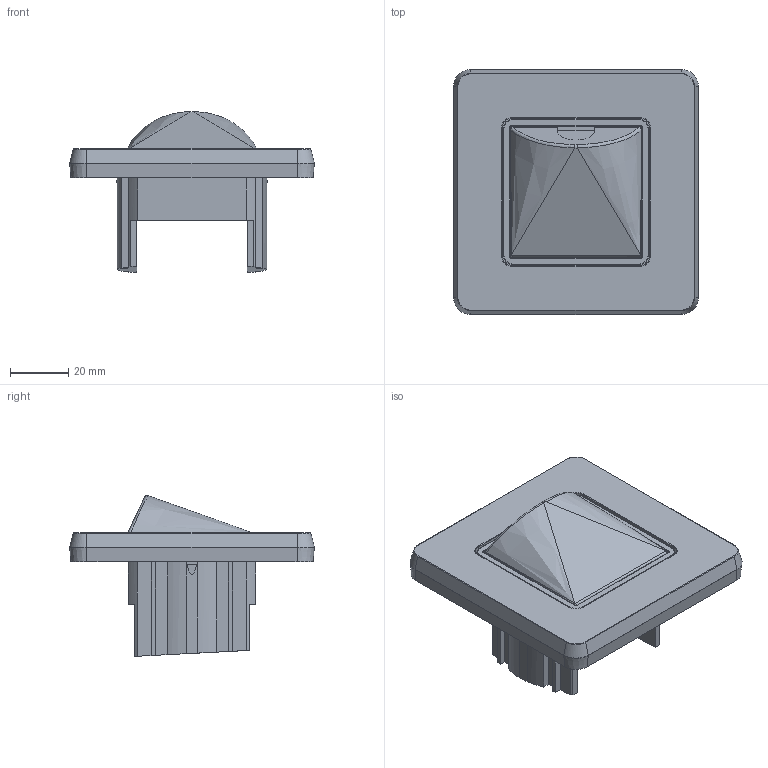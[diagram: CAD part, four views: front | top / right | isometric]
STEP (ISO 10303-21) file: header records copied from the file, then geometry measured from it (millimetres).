
FILE_DESCRIPTION (( 'STEP AP203' ), '1' );
FILE_NAME ('Âûâîä êàáåëÿ.STEP', '2025-05-27T09:54:30', ( '' ), ( '' ), 'SwSTEP 2.0', 'SolidWorks 2022', '' );
FILE_SCHEMA (( 'CONFIG_CONTROL_DESIGN' ));
Products named in the file (1): Вывод кабеля
Bounding box: 84 x 84 x 55.09 mm (x, y, z)
Volume: 113063.9 mm3; surface area: 25467.7 mm2
Topology: 1 solids, 6 shells, 204 faces, 499 edges, 313 vertices
Faces by surface type: plane 91, cylinder 47, bspline 34, cone 20, torus 12
Entity records: 41005 total; most frequent: CARTESIAN_POINT 36375, ORIENTED_EDGE 998, DIRECTION 852, EDGE_CURVE 499, VERTEX_POINT 313, AXIS2_PLACEMENT_3D 286, LINE 280, VECTOR 280
